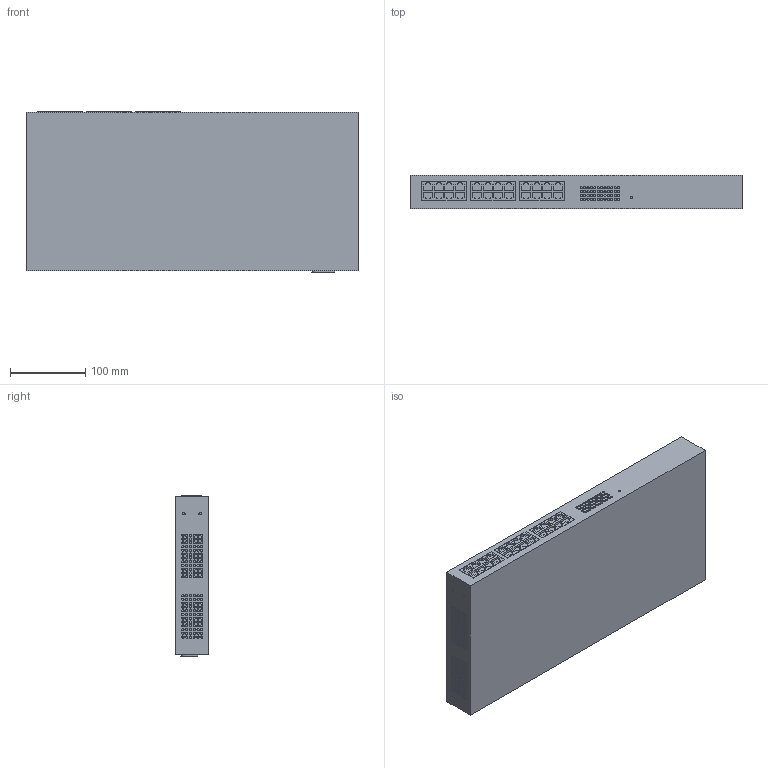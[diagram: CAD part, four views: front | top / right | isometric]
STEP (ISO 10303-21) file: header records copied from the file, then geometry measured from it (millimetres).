
FILE_DESCRIPTION(('SolidDesigner STEP Export'),'2;1');
FILE_NAME('2891057_FL_SWITCH_1924-select.stp','2013-01-11T10:14:29',(''),(''),'Creo Elements/Direct Modeling STEP processor for AP214 (Solid Model)','Creo Elements/Direct Modeling 18.1 06-May-2012 (C) Parametric Technology GmbH','');
FILE_SCHEMA(('AUTOMOTIVE_DESIGN { 1 0 10303 214 1 1 1 1 }'));
Products named in the file (2): 2891057_FL_SWITCH_1924-select
Assembly tree (1 placements, depth 2):
  2891057_FL_SWITCH_1924-select
    2891057_FL_SWITCH_1924-select
Bounding box: 440 x 44 x 212.2 mm (x, y, z)
Volume: 4045510.1 mm3; surface area: 263908.2 mm2
Topology: 1 solids, 1 shells, 2203 faces, 4674 edges, 3116 vertices
Faces by surface type: cylinder 1232, plane 971
Entity records: 71891 total; most frequent: ORIENTED_EDGE 9348, DIRECTION 9104, CARTESIAN_POINT 8773, EDGE_CURVE 4674, AXIS2_PLACEMENT_3D 3447, VERTEX_POINT 3116, EDGE_LOOP 2846, VECTOR 2210
